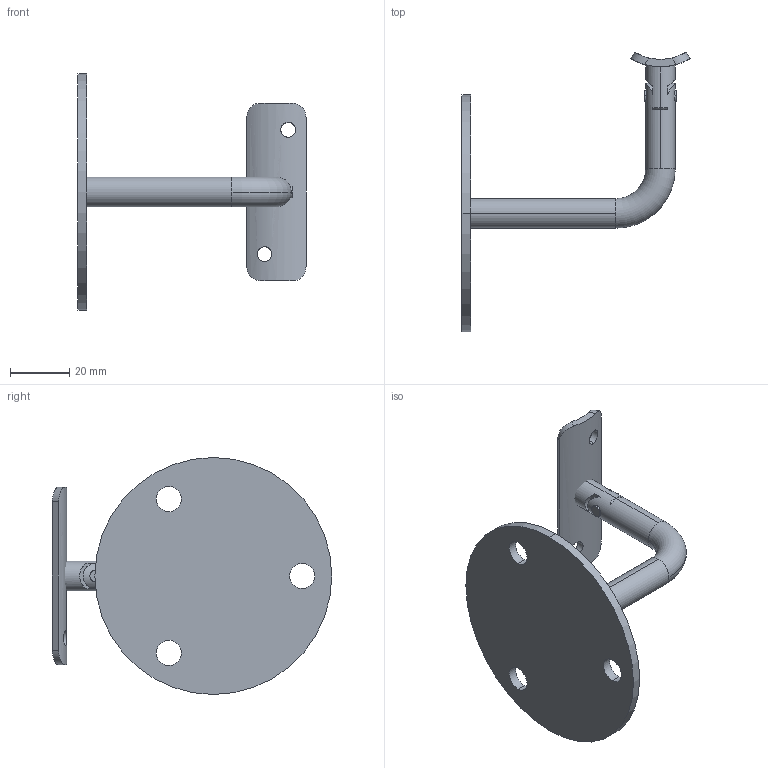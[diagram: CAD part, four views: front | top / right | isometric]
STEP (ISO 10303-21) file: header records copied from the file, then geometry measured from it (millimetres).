
FILE_DESCRIPTION (( 'STEP AP203' ), '1' );
FILE_NAME ('3D_GW2842_33.7_188672410.STEP', '2024-09-27T08:57:36', ( '' ), ( '' ), 'SwSTEP 2.0', 'SolidWorks 2024', '' );
FILE_SCHEMA (( 'CONFIG_CONTROL_DESIGN' ));
Length unit declared in the file: millimetre
Products named in the file (1): 3D_GW2842_33.7_188672410
Bounding box: 77 x 94.39 x 80 mm (x, y, z)
Volume: 25835.5 mm3; surface area: 16882.8 mm2
Topology: 2 solids, 2 shells, 53 faces, 130 edges, 86 vertices
Faces by surface type: cylinder 30, plane 17, sphere 4, torus 2
Entity records: 2269 total; most frequent: CARTESIAN_POINT 904, DIRECTION 274, ORIENTED_EDGE 260, EDGE_CURVE 130, AXIS2_PLACEMENT_3D 114, VERTEX_POINT 86, EDGE_LOOP 68, CIRCLE 60
